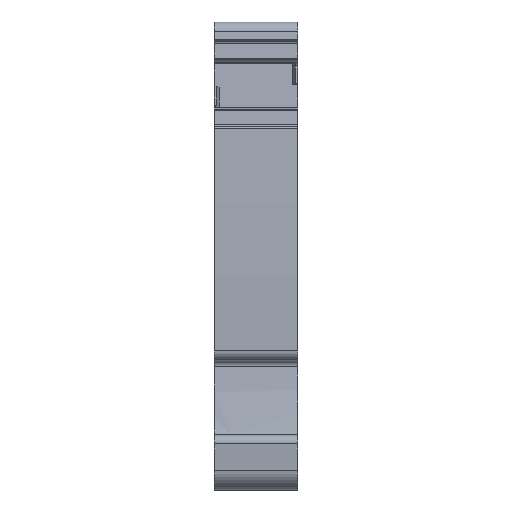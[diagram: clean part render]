
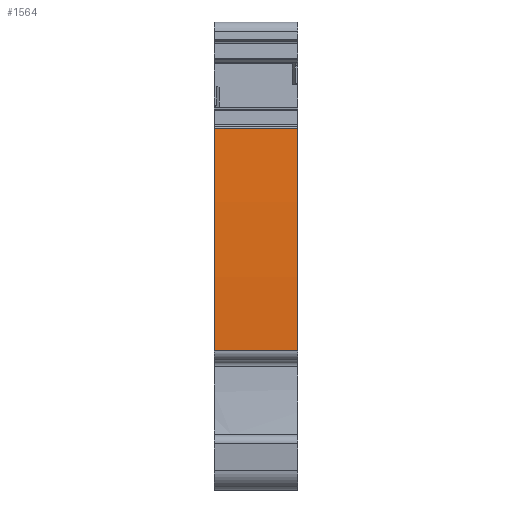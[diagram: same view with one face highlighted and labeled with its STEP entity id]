
A CAD part, front view. The second image highlights one B-rep face of the part: STEP entity #1564.
In plain terms, the highlighted cylindrical face has radius 250 mm (diameter 500 mm), a partial arc.
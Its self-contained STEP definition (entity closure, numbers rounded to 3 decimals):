
#644=AXIS2_PLACEMENT_3D('Cylinder Axis2P3D',#641,#642,#643) ;
#1550=AXIS2_PLACEMENT_3D('Circle Axis2P3D',#1548,#1549,$) ;
#1555=AXIS2_PLACEMENT_3D('Circle Axis2P3D',#1553,#1554,$) ;
#641=CARTESIAN_POINT('Axis2P3D Location',(4.,251.506,17.05)) ;
#1512=CARTESIAN_POINT('Line Origine',(4.,2.144,34.893)) ;
#1516=CARTESIAN_POINT('Vertex',(0.,2.144,34.893)) ;
#1518=CARTESIAN_POINT('Vertex',(8.05,2.144,34.893)) ;
#1539=CARTESIAN_POINT('Line Origine',(4.,1.532,13.436)) ;
#1543=CARTESIAN_POINT('Vertex',(0.,1.532,13.436)) ;
#1545=CARTESIAN_POINT('Vertex',(8.05,1.532,13.436)) ;
#1548=CARTESIAN_POINT('Axis2P3D Location',(8.05,251.506,17.05)) ;
#1553=CARTESIAN_POINT('Axis2P3D Location',(0.,251.506,17.05)) ;
#642=DIRECTION('Axis2P3D Direction',(1.,0.,0.)) ;
#643=DIRECTION('Axis2P3D XDirection',(0.,-0.994,0.109)) ;
#1513=DIRECTION('Vector Direction',(1.,0.,0.)) ;
#1540=DIRECTION('Vector Direction',(1.,0.,0.)) ;
#1549=DIRECTION('Axis2P3D Direction',(1.,0.,0.)) ;
#1554=DIRECTION('Axis2P3D Direction',(1.,0.,0.)) ;
#1514=VECTOR('Line Direction',#1513,1.) ;
#1541=VECTOR('Line Direction',#1540,1.) ;
#1559=ORIENTED_EDGE('',*,*,#1547,.T.) ;
#1560=ORIENTED_EDGE('',*,*,#1552,.F.) ;
#1561=ORIENTED_EDGE('',*,*,#1520,.F.) ;
#1562=ORIENTED_EDGE('',*,*,#1557,.F.) ;
#1564=ADVANCED_FACE('PartBody',(#1563),#645,.T.) ;
#1551=CIRCLE('generated circle',#1550,250.) ;
#1556=CIRCLE('generated circle',#1555,250.) ;
#645=CYLINDRICAL_SURFACE('generated cylinder',#644,250.) ;
#1520=EDGE_CURVE('',#1517,#1519,#1515,.T.) ;
#1547=EDGE_CURVE('',#1544,#1546,#1542,.T.) ;
#1552=EDGE_CURVE('',#1519,#1546,#1551,.T.) ;
#1557=EDGE_CURVE('',#1544,#1517,#1556,.F.) ;
#1558=EDGE_LOOP('',(#1559,#1560,#1561,#1562)) ;
#1563=FACE_OUTER_BOUND('',#1558,.T.) ;
#1515=LINE('Line',#1512,#1514) ;
#1542=LINE('Line',#1539,#1541) ;
#1517=VERTEX_POINT('',#1516) ;
#1519=VERTEX_POINT('',#1518) ;
#1544=VERTEX_POINT('',#1543) ;
#1546=VERTEX_POINT('',#1545) ;
